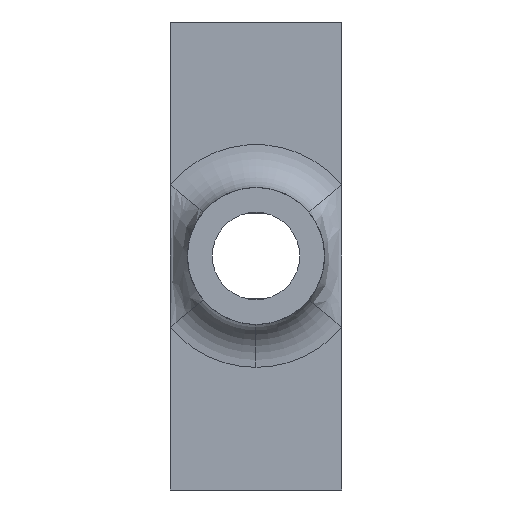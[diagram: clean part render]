
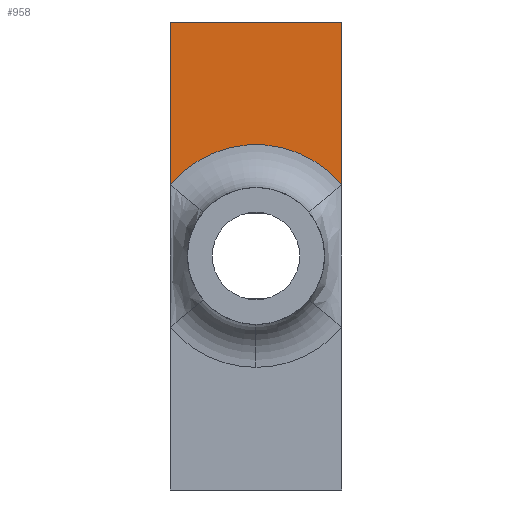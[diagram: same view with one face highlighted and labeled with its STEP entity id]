
A CAD part, left-side view. The second image highlights one B-rep face of the part: STEP entity #958.
In plain terms, the highlighted planar face has unit normal (-1, 0, 0).
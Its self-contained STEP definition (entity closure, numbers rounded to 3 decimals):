
#55 = CARTESIAN_POINT ( 'NONE',  ( -66.781, 0., 13.657 ) ) ;
#213 = VERTEX_POINT ( 'NONE', #861 ) ;
#225 = PLANE ( 'NONE',  #1054 ) ;
#259 = VECTOR ( 'NONE', #563, 1000. ) ;
#264 = DIRECTION ( 'NONE',  ( 1., 0., 0. ) ) ;
#270 = CARTESIAN_POINT ( 'NONE',  ( -66.781, 10., -13.657 ) ) ;
#293 = DIRECTION ( 'NONE',  ( 0., 0., -1. ) ) ;
#384 = CARTESIAN_POINT ( 'NONE',  ( -66.781, 10., -13.657 ) ) ;
#399 = ORIENTED_EDGE ( 'NONE', *, *, #1055, .T. ) ;
#429 = AXIS2_PLACEMENT_3D ( 'NONE', #1109, #1883, #293 ) ;
#458 = VECTOR ( 'NONE', #1739, 1000. ) ;
#540 = CARTESIAN_POINT ( 'NONE',  ( -66.781, 10., 4.153 ) ) ;
#563 = DIRECTION ( 'NONE',  ( 0., 0., 1. ) ) ;
#784 = LINE ( 'NONE', #1271, #458 ) ;
#848 = EDGE_CURVE ( 'NONE', #1696, #2005, #1954, .T. ) ;
#861 = CARTESIAN_POINT ( 'NONE',  ( -66.781, 0., 4.153 ) ) ;
#890 = CIRCLE ( 'NONE', #429, 6.5 ) ;
#958 = ADVANCED_FACE ( 'NONE', ( #1680 ), #225, .F. ) ;
#1052 = DIRECTION ( 'NONE',  ( 0., 0., -1. ) ) ;
#1054 = AXIS2_PLACEMENT_3D ( 'NONE', #384, #264, #1052 ) ;
#1055 = EDGE_CURVE ( 'NONE', #1873, #213, #890, .T. ) ;
#1109 = CARTESIAN_POINT ( 'NONE',  ( -66.781, 5., 0. ) ) ;
#1138 = CARTESIAN_POINT ( 'NONE',  ( -66.781, 10., 13.657 ) ) ;
#1167 = EDGE_CURVE ( 'NONE', #213, #2005, #784, .T. ) ;
#1197 = ORIENTED_EDGE ( 'NONE', *, *, #848, .F. ) ;
#1271 = CARTESIAN_POINT ( 'NONE',  ( -66.781, 0., -13.657 ) ) ;
#1313 = DIRECTION ( 'NONE',  ( 0., -1., 0. ) ) ;
#1523 = LINE ( 'NONE', #270, #259 ) ;
#1524 = VECTOR ( 'NONE', #1313, 1000. ) ;
#1560 = EDGE_CURVE ( 'NONE', #1873, #1696, #1523, .T. ) ;
#1639 = CARTESIAN_POINT ( 'NONE',  ( -66.781, 10., 13.657 ) ) ;
#1675 = EDGE_LOOP ( 'NONE', ( #2022, #399, #1838, #1197 ) ) ;
#1680 = FACE_OUTER_BOUND ( 'NONE', #1675, .T. ) ;
#1696 = VERTEX_POINT ( 'NONE', #1138 ) ;
#1739 = DIRECTION ( 'NONE',  ( 0., 0., 1. ) ) ;
#1838 = ORIENTED_EDGE ( 'NONE', *, *, #1167, .T. ) ;
#1873 = VERTEX_POINT ( 'NONE', #540 ) ;
#1883 = DIRECTION ( 'NONE',  ( 1., 0., 0. ) ) ;
#1954 = LINE ( 'NONE', #1639, #1524 ) ;
#2005 = VERTEX_POINT ( 'NONE', #55 ) ;
#2022 = ORIENTED_EDGE ( 'NONE', *, *, #1560, .F. ) ;
